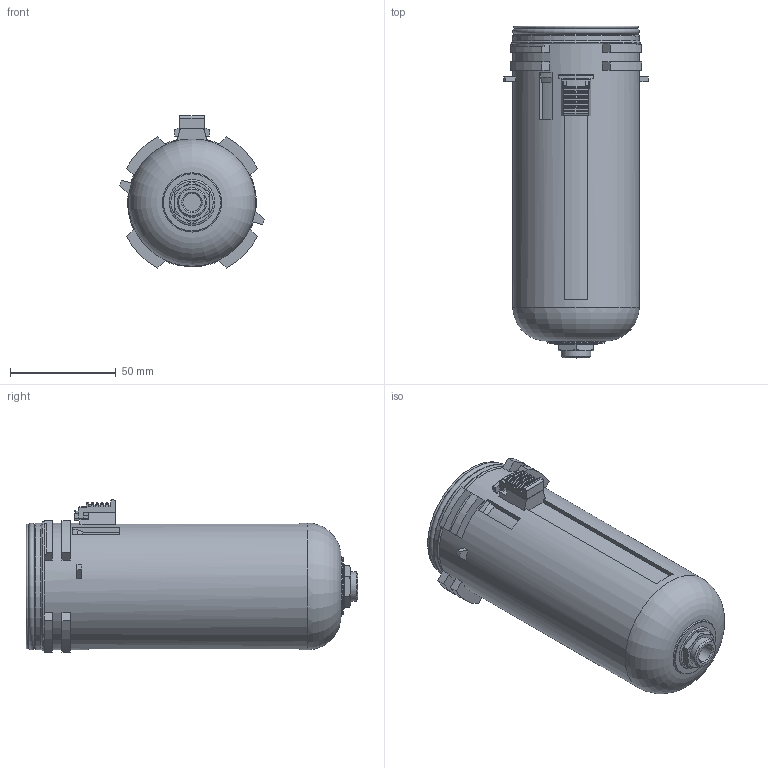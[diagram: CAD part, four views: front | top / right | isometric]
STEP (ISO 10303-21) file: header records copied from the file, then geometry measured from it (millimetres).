
FILE_DESCRIPTION(/* description */ ('STEP AP214'),/* implementation_level */ '2;1');
FILE_NAME(/* name */ '030310',/* time_stamp */ '2026-03-18T12:17:06+01:00',/* author */ ('License CC BY-ND 4.0'),/* organization */ ('CADENAS'),/* preprocessor_version */ 'ST-DEVELOPER v20',/* originating_system */ 'PARTsolutions',/* authorisation */ ' ');
FILE_SCHEMA (('MODEL_BASED_INTEGRATED_MANUFACTURING_SCHEMA','AUTOMOTIVE_DESIGN {1 0 10303 214 3 1 1}'));
Length unit declared in the file: millimetre
Products named in the file (4): 030310; 030310_G; 030310_RE; 030310_A
Assembly tree (3 placements, depth 2):
  030310
    030310_G
    030310_RE
    030310_A
Bounding box: 68.18 x 157 x 71.93 mm (x, y, z)
Volume: 414154.4 mm3; surface area: 39761.5 mm2
Topology: 3 solids, 3 shells, 212 faces, 540 edges, 350 vertices
Faces by surface type: plane 119, cylinder 47, torus 35, cone 11
Full cylindrical faces by diameter (mm): 8.566 x1, 14 x3, 27 x1, 55.6 x2, 59.8 x1, 60 x1
Entity records: 7175 total; most frequent: CARTESIAN_POINT 1280, DIRECTION 1054, ORIENTED_EDGE 1028, EDGE_CURVE 514, AXIS2_PLACEMENT_3D 392, VERTEX_POINT 346, LINE 270, VECTOR 270
